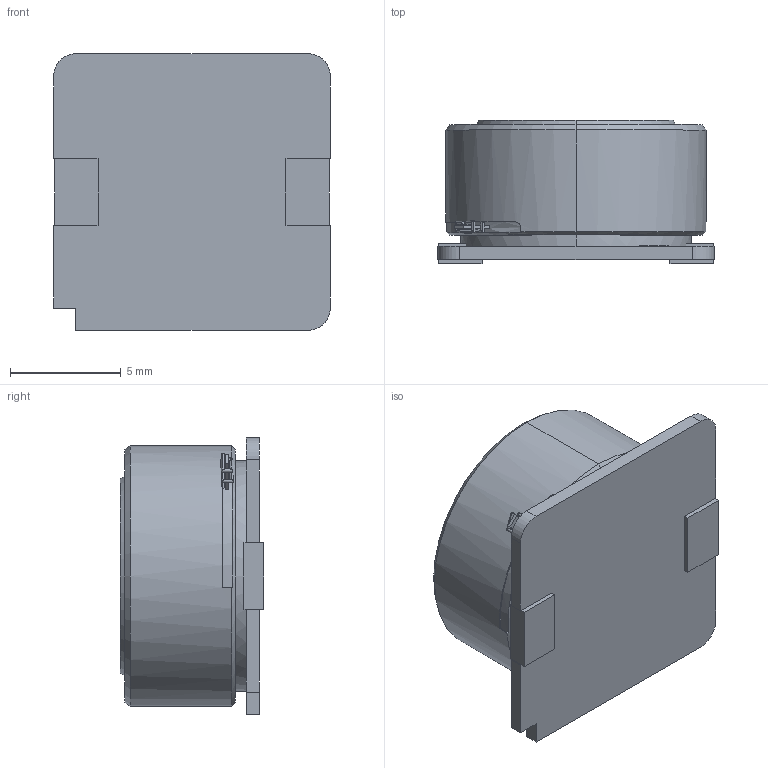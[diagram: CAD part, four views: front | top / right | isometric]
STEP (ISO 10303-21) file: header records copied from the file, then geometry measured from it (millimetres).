
FILE_DESCRIPTION (( 'STEP AP214' ), '1' );
FILE_NAME ('SLF12565T-221M1R0-PF.STEP', '2022-07-07T15:01:03', ( '' ), ( '' ), 'SwSTEP 2.0', 'SolidWorks 2018', '' );
FILE_SCHEMA (( 'AUTOMOTIVE_DESIGN' ));
Length unit declared in the file: millimetre
Products named in the file (1): SLF12565T-221M1R0-PF
Bounding box: 12.5 x 6.5 x 12.5 mm (x, y, z)
Volume: 696.5 mm3; surface area: 627 mm2
Topology: 3 solids, 3 shells, 112 faces, 295 edges, 194 vertices
Faces by surface type: plane 56, cylinder 50, cone 6
Entity records: 4659 total; most frequent: CARTESIAN_POINT 907, ORIENTED_EDGE 590, DIRECTION 499, EDGE_CURVE 295, VERTEX_POINT 194, AXIS2_PLACEMENT_3D 167, LINE 165, VECTOR 165
